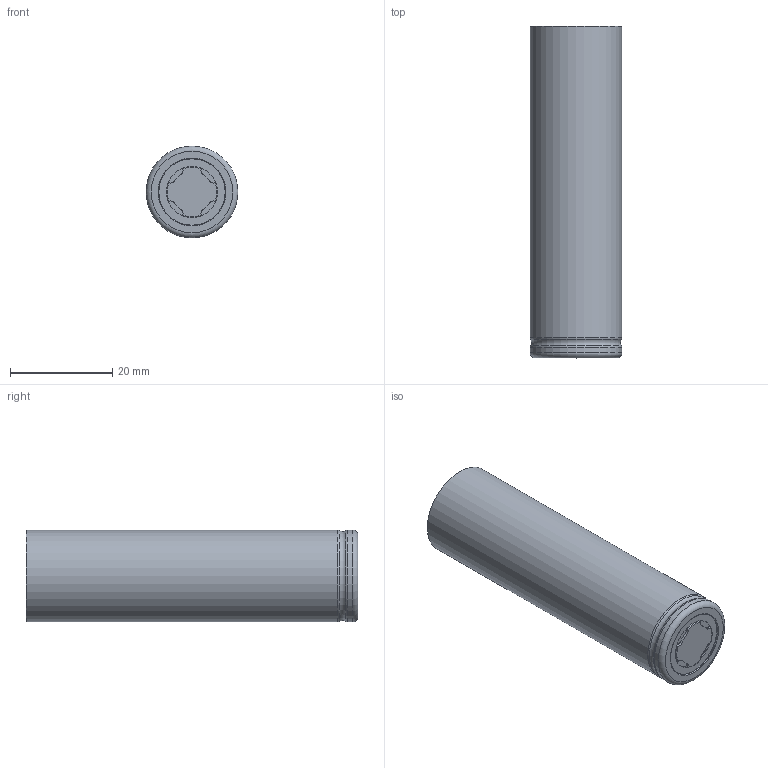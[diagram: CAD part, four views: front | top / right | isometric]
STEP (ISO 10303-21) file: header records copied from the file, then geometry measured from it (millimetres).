
FILE_DESCRIPTION(/* description */ (''),/* implementation_level */ '2;1');
FILE_NAME(/* name */ '18650 Li-Ion.step',/* time_stamp */ '2023-10-05T17:16:54+02:00',/* author */ (''),/* organization */ (''),/* preprocessor_version */ 'ST-DEVELOPER v20',/* originating_system */ 'Autodesk Translation Framework v12.14.0.127',/* authorisation */ '');
FILE_SCHEMA (('AUTOMOTIVE_DESIGN { 1 0 10303 214 3 1 1 }'));
Length unit declared in the file: millimetre
Products named in the file (1): 18650
Bounding box: 18 x 65 x 18 mm (x, y, z)
Volume: 16488.5 mm3; surface area: 4190.5 mm2
Topology: 1 solids, 1 shells, 40 faces, 94 edges, 58 vertices
Faces by surface type: cylinder 23, torus 9, plane 8
Full cylindrical faces by diameter (mm): 13 x1, 18 x2
Entity records: 1294 total; most frequent: CARTESIAN_POINT 281, DIRECTION 227, ORIENTED_EDGE 188, AXIS2_PLACEMENT_3D 100, EDGE_CURVE 94, CIRCLE 59, VERTEX_POINT 58, EDGE_LOOP 42
